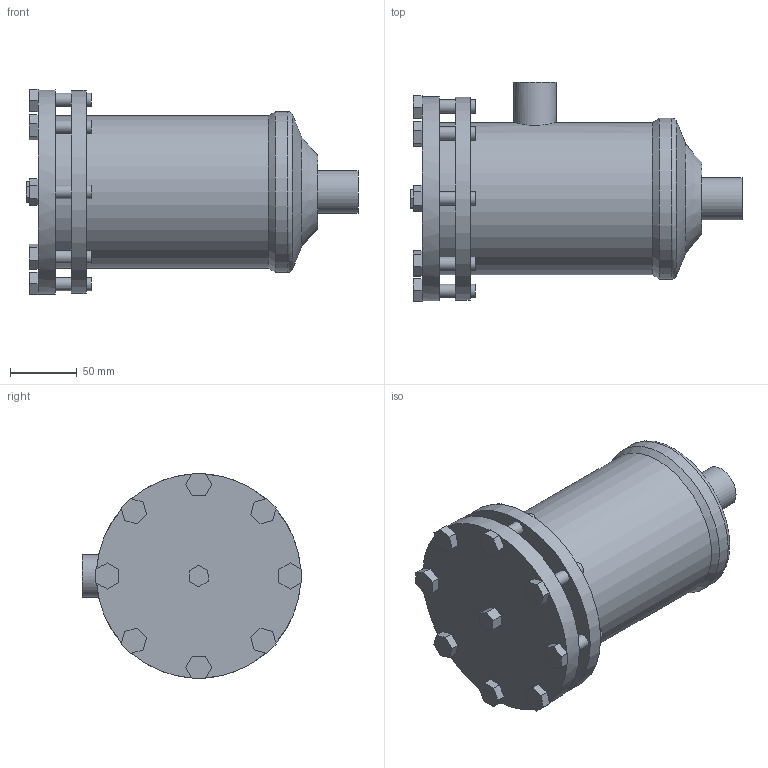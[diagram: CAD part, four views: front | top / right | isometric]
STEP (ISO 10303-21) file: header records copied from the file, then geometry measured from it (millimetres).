
FILE_DESCRIPTION(/* description */ (''),/* implementation_level */ '2;1');
FILE_NAME(/* name */ '023U7253R.stp',/* time_stamp */ '2022-08-09T13:31:17+03:00',/* author */ ('U403152'),/* organization */ (''),/* preprocessor_version */ 'ST-DEVELOPER v18.1',/* originating_system */ 'Autodesk Inventor 2020',/* authorisation */ '');
FILE_SCHEMA (('AUTOMOTIVE_DESIGN { 1 0 10303 214 3 1 1 }'));
Length unit declared in the file: micrometre
Products named in the file (1): ╕╔╘я╣¤┬╦═░DFS-489
S-000
Bounding box: 248.5 x 164 x 154 mm (x, y, z)
Volume: 2201485.1 mm3; surface area: 158815.6 mm2
Topology: 1 solids, 1 shells, 121 faces, 338 edges, 237 vertices
Faces by surface type: plane 89, cylinder 28, cone 3, torus 1
Full cylindrical faces by diameter (mm): 10 x16, 23.7 x2, 28.7 x2, 31.7 x2, 114 x2, 120.39 x1, 152 x1, 153 x1
Entity records: 4143 total; most frequent: CARTESIAN_POINT 797, DIRECTION 704, ORIENTED_EDGE 676, EDGE_CURVE 338, AXIS2_PLACEMENT_3D 248, VERTEX_POINT 237, LINE 208, VECTOR 208
